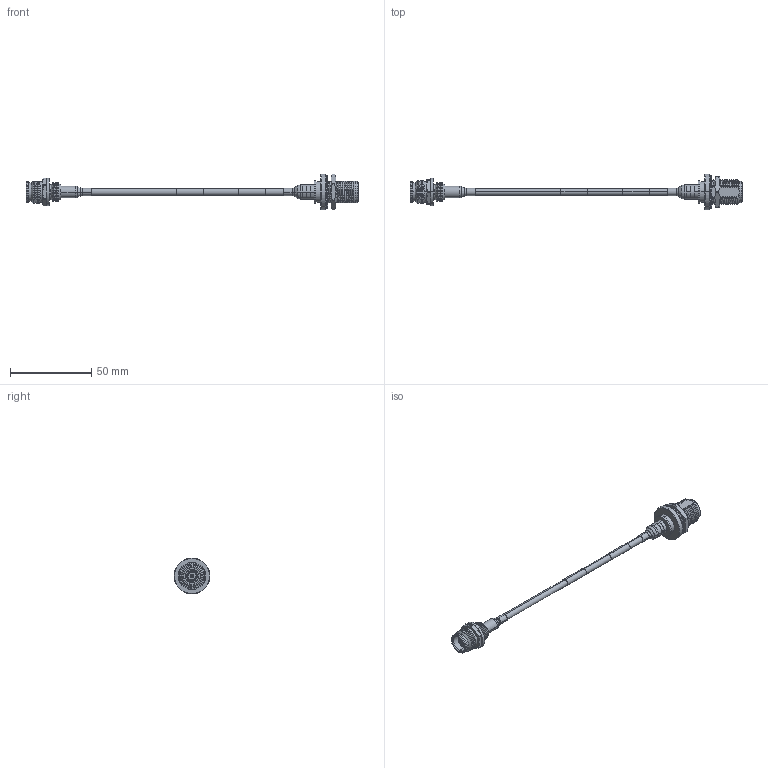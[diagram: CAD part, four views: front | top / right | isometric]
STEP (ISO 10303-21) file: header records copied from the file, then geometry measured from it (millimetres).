
FILE_DESCRIPTION (( 'STEP AP214' ), '1' );
FILE_NAME ('PE3C8396_3D.STEP', '2021-07-16T19:05:31', ( '' ), ( '' ), 'SwSTEP 2.0', 'SolidWorks 2020', '' );
FILE_SCHEMA (( 'AUTOMOTIVE_DESIGN' ));
Length unit declared in the file: inch
Products named in the file (6): PE3C8396_3D; TFT-402-MA1; TFT-402-MA1_1.5; TC-402-225F-LP-PE; TFT-402_LABEL+PE PIM; TC-402-NF-BH-LP-PE
Assembly tree (5 placements, depth 2):
  PE3C8396_3D
    TFT-402_LABEL+PE PIM
    TFT-402-MA1_1.5
    TC-402-225F-LP-PE
    TFT-402-MA1
    TC-402-NF-BH-LP-PE
Bounding box: 204.7 x 22 x 22 mm (x, y, z)
Volume: 9811.4 mm3; surface area: 10312.1 mm2
Topology: 9 solids, 9 shells, 578 faces, 1480 edges, 941 vertices
Faces by surface type: plane 202, cylinder 130, cone 112, bspline 103, torus 31
Entity records: 65179 total; most frequent: CARTESIAN_POINT 51519, ORIENTED_EDGE 2952, DIRECTION 2543, EDGE_CURVE 1476, AXIS2_PLACEMENT_3D 945, VERTEX_POINT 941, VECTOR 653, LINE 653
